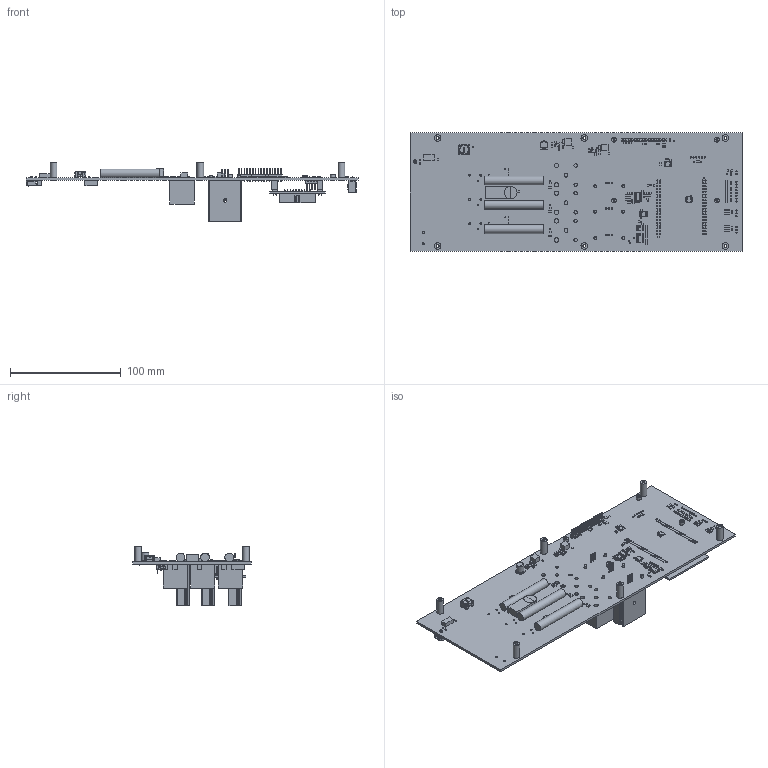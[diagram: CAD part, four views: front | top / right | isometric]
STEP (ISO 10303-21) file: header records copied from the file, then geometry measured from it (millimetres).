
FILE_DESCRIPTION(('Open CASCADE Model'),'2;1');
FILE_NAME('Open CASCADE Shape Model','2017-07-18T09:22:46',('Author'),( 'Open CASCADE'),'Open CASCADE STEP processor 6.8','Open CASCADE 6.8' ,'Unknown');
FILE_SCHEMA(('AUTOMOTIVE_DESIGN { 1 0 10303 214 1 1 1 1 }'));
Length unit declared in the file: millimetre
Products named in the file (311): PCB; Board; R74; 761358744; Extruded; R73; R72; 761358880; R71; X13; 761360784; X11; X10; 761360648; X9; X8; 901361103; Open CASCADE STEP translator 6.8 1.10.1.1; Open CASCADE STEP translator 6.8 1.10.1.2; R70; R69; R68; R67; R66; Q5; 761358608; D14; C66; 761359016; C65; C64; C63; C62; R39; R38; R36; R35; U3; SOIC-8akaD0008AakaM08A; M08A_ASM_82_ASM ...
Assembly tree (547 placements, depth 6):
  PCB
    Board
    R74
      761358744
        Extruded
    R73
      761358744
        Extruded
    R72
      761358880
        Extruded
    R71
      761358880
        Extruded
    X13
      761360784
        Extruded
    X11
      761360784
        Extruded
    X10
      761360648
        Extruded
    X9
      761360784
        Extruded
    X8
      901361103
        Open CASCADE STEP translator 6.8 1.10.1.1
        Open CASCADE STEP translator 6.8 1.10.1.2
    R70
      761358744
        Extruded
    R69
      761358744
        Extruded
    R68
      761358744
        Extruded
    R67
      761358744
        Extruded
    R66
      761358880
        Extruded
    Q5
      761358608
        Extruded
    D14
      761358608
        Extruded
    C66
      761359016
        Extruded
    C65
      761359016
        Extruded
    C64
      761359016
        Extruded
Bounding box: 300 x 107.5 x 53.66 mm (x, y, z)
Volume: 145311.2 mm3; surface area: 130274.2 mm2
Topology: 425 solids, 428 shells, 8232 faces, 19443 edges, 12134 vertices
Faces by surface type: plane 6538, cylinder 1305, torus 155, bspline 122, sphere 94, extrusion 16, cone 2
Full cylindrical faces by diameter (mm): 0.13 x206, 0.5 x1, 0.562 x1, 0.7 x1, 0.89 x13, 1 x90, 1.07 x8, 1.1 x28, 1.3 x9, 1.567 x4, 1.7 x8, 2.459 x6, 2.7 x6, 2.8 x4, 3 x11, 3.5 x3, 4 x6, 4.2 x6, 4.35 x4, 4.4 x6, 5.688 x1, 6 x6, 6.5 x1, 7.9 x3, 11.44 x1
Entity records: 201205 total; most frequent: CARTESIAN_POINT 49240, ORIENTED_EDGE 24833, DIRECTION 24440, EDGE_CURVE 12419, VECTOR 10176, LINE 10160, VERTEX_POINT 7638, AXIS2_PLACEMENT_3D 7132
